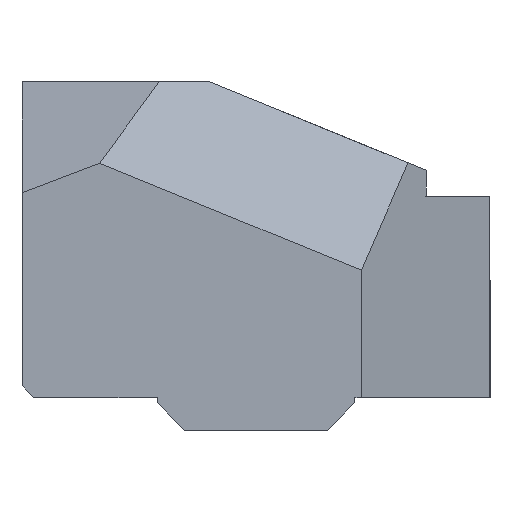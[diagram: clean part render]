
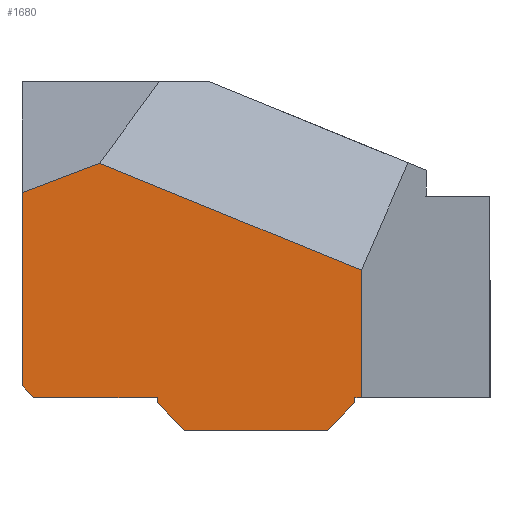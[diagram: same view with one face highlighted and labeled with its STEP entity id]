
A CAD part, left-side view. The second image highlights one B-rep face of the part: STEP entity #1680.
In plain terms, the highlighted planar face has unit normal (-1, 0, 0).
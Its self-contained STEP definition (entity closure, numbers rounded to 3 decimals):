
#130=FACE_OUTER_BOUND('',#227,.T.);
#227=EDGE_LOOP('',(#1378,#1379,#1380,#1381,#1382,#1383,#1384,#1385,#1386,
#1387,#1388,#1389));
#336=LINE('',#2506,#544);
#393=LINE('',#2648,#601);
#402=LINE('',#2664,#610);
#405=LINE('',#2670,#613);
#414=LINE('',#2688,#622);
#416=LINE('',#2692,#624);
#423=LINE('',#2705,#631);
#425=LINE('',#2709,#633);
#426=LINE('',#2711,#634);
#427=LINE('',#2713,#635);
#428=LINE('',#2715,#636);
#429=LINE('',#2716,#637);
#544=VECTOR('',#2010,10.);
#601=VECTOR('',#2137,10.);
#610=VECTOR('',#2150,10.);
#613=VECTOR('',#2155,10.);
#622=VECTOR('',#2168,10.);
#624=VECTOR('',#2172,10.);
#631=VECTOR('',#2185,10.);
#633=VECTOR('',#2189,10.);
#634=VECTOR('',#2190,10.);
#635=VECTOR('',#2191,10.);
#636=VECTOR('',#2192,10.);
#637=VECTOR('',#2193,10.);
#732=VERTEX_POINT('',#2495);
#737=VERTEX_POINT('',#2504);
#787=VERTEX_POINT('',#2647);
#792=VERTEX_POINT('',#2662);
#794=VERTEX_POINT('',#2668);
#801=VERTEX_POINT('',#2687);
#802=VERTEX_POINT('',#2691);
#805=VERTEX_POINT('',#2704);
#806=VERTEX_POINT('',#2708);
#807=VERTEX_POINT('',#2710);
#808=VERTEX_POINT('',#2712);
#809=VERTEX_POINT('',#2714);
#916=EDGE_CURVE('',#737,#732,#336,.T.);
#986=EDGE_CURVE('',#787,#732,#393,.T.);
#995=EDGE_CURVE('',#792,#737,#402,.T.);
#998=EDGE_CURVE('',#794,#792,#405,.T.);
#1007=EDGE_CURVE('',#787,#801,#414,.T.);
#1009=EDGE_CURVE('',#801,#802,#416,.T.);
#1016=EDGE_CURVE('',#802,#805,#423,.T.);
#1018=EDGE_CURVE('',#806,#794,#425,.T.);
#1019=EDGE_CURVE('',#807,#806,#426,.T.);
#1020=EDGE_CURVE('',#808,#807,#427,.T.);
#1021=EDGE_CURVE('',#809,#808,#428,.T.);
#1022=EDGE_CURVE('',#805,#809,#429,.T.);
#1378=ORIENTED_EDGE('',*,*,#986,.T.);
#1379=ORIENTED_EDGE('',*,*,#916,.F.);
#1380=ORIENTED_EDGE('',*,*,#995,.F.);
#1381=ORIENTED_EDGE('',*,*,#998,.F.);
#1382=ORIENTED_EDGE('',*,*,#1018,.F.);
#1383=ORIENTED_EDGE('',*,*,#1019,.F.);
#1384=ORIENTED_EDGE('',*,*,#1020,.F.);
#1385=ORIENTED_EDGE('',*,*,#1021,.F.);
#1386=ORIENTED_EDGE('',*,*,#1022,.F.);
#1387=ORIENTED_EDGE('',*,*,#1016,.F.);
#1388=ORIENTED_EDGE('',*,*,#1009,.F.);
#1389=ORIENTED_EDGE('',*,*,#1007,.F.);
#1588=PLANE('',#1813);
#1680=ADVANCED_FACE('',(#130),#1588,.T.);
#1813=AXIS2_PLACEMENT_3D('',#2707,#2187,#2188);
#2010=DIRECTION('',(0.,0.,1.));
#2137=DIRECTION('',(0.,0.935,-0.354));
#2150=DIRECTION('',(0.,0.707,0.707));
#2155=DIRECTION('',(0.,1.,0.));
#2168=DIRECTION('',(0.,-0.926,-0.378));
#2172=DIRECTION('',(0.,0.,-1.));
#2185=DIRECTION('',(0.,1.,0.));
#2187=DIRECTION('center_axis',(-1.,0.,0.));
#2188=DIRECTION('ref_axis',(0.,1.,0.));
#2189=DIRECTION('',(0.,0.,1.));
#2190=DIRECTION('',(0.,0.707,0.707));
#2191=DIRECTION('',(0.,1.,0.));
#2192=DIRECTION('',(0.,0.707,-0.707));
#2193=DIRECTION('',(0.,0.,-1.));
#2495=CARTESIAN_POINT('',(0.,20.,3.758));
#2504=CARTESIAN_POINT('',(0.,20.,-4.5));
#2506=CARTESIAN_POINT('',(0.,20.,0.));
#2647=CARTESIAN_POINT('',(0.,16.688,5.013));
#2648=CARTESIAN_POINT('',(0.,7.412,8.528));
#2662=CARTESIAN_POINT('',(0.,19.5,-5.));
#2664=CARTESIAN_POINT('',(0.,16.,-8.5));
#2668=CARTESIAN_POINT('',(0.,14.225,-5.));
#2670=CARTESIAN_POINT('',(0.,0.,-5.));
#2687=CARTESIAN_POINT('',(0.,5.5,0.445));
#2688=CARTESIAN_POINT('',(0.,5.51,0.449));
#2691=CARTESIAN_POINT('',(0.,5.5,-5.));
#2692=CARTESIAN_POINT('',(0.,5.5,0.));
#2704=CARTESIAN_POINT('',(0.,5.775,-5.));
#2705=CARTESIAN_POINT('',(0.,0.,-5.));
#2707=CARTESIAN_POINT('Origin',(0.,0.,0.));
#2708=CARTESIAN_POINT('',(0.,14.225,-5.225));
#2709=CARTESIAN_POINT('',(0.,14.225,-5.35));
#2710=CARTESIAN_POINT('',(0.,13.05,-6.4));
#2711=CARTESIAN_POINT('',(0.,13.05,-6.4));
#2712=CARTESIAN_POINT('',(0.,6.95,-6.4));
#2713=CARTESIAN_POINT('',(0.,11.525,-6.4));
#2714=CARTESIAN_POINT('',(0.,5.775,-5.225));
#2715=CARTESIAN_POINT('',(0.,7.537,-6.988));
#2716=CARTESIAN_POINT('',(0.,5.775,-5.463));
